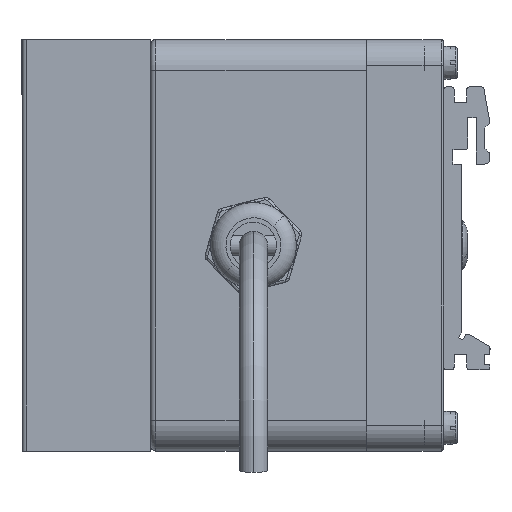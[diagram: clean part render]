
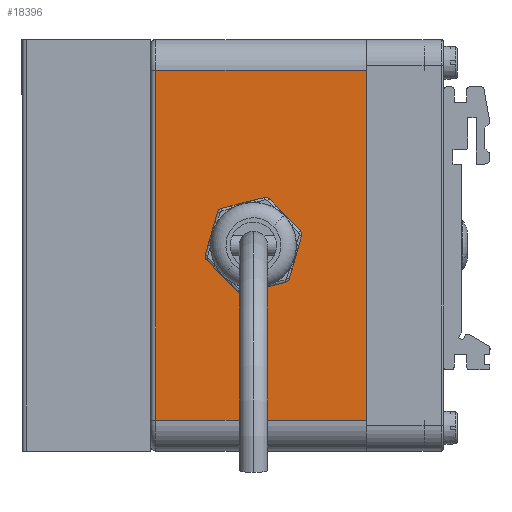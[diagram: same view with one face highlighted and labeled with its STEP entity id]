
A CAD part, left-side view. The second image highlights one B-rep face of the part: STEP entity #18396.
In plain terms, the highlighted face is planar.
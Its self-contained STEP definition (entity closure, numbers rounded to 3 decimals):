
#1 = LINE ( 'NONE', #5315, #1753 ) ;
#762 = VERTEX_POINT ( 'NONE', #20010 ) ;
#1178 = CIRCLE ( 'NONE', #9984, 8. ) ;
#1606 = DIRECTION ( 'NONE',  ( 0., 0., -1. ) ) ;
#1753 = VECTOR ( 'NONE', #16998, 1000. ) ;
#2562 = EDGE_LOOP ( 'NONE', ( #6304, #9634 ) ) ;
#3171 = CARTESIAN_POINT ( 'NONE',  ( 125., 1., 34. ) ) ;
#3322 = DIRECTION ( 'NONE',  ( 1., 0., 0. ) ) ;
#4124 = LINE ( 'NONE', #7955, #7724 ) ;
#4351 = DIRECTION ( 'NONE',  ( 0., 0., -1. ) ) ;
#4390 = CARTESIAN_POINT ( 'NONE',  ( 125., 42., -40. ) ) ;
#4458 = FACE_BOUND ( 'NONE', #2562, .T. ) ;
#5315 = CARTESIAN_POINT ( 'NONE',  ( 125., 42., -34. ) ) ;
#5617 = CARTESIAN_POINT ( 'NONE',  ( 125., 42., -40. ) ) ;
#5742 = AXIS2_PLACEMENT_3D ( 'NONE', #18089, #3322, #1606 ) ;
#6304 = ORIENTED_EDGE ( 'NONE', *, *, #15551, .F. ) ;
#6529 = ORIENTED_EDGE ( 'NONE', *, *, #17971, .T. ) ;
#6610 = VECTOR ( 'NONE', #21185, 1000. ) ;
#7724 = VECTOR ( 'NONE', #12966, 1000. ) ;
#7768 = ORIENTED_EDGE ( 'NONE', *, *, #15773, .T. ) ;
#7821 = EDGE_CURVE ( 'NONE', #18333, #20417, #20900, .T. ) ;
#7955 = CARTESIAN_POINT ( 'NONE',  ( 125., 42., 34. ) ) ;
#8569 = CARTESIAN_POINT ( 'NONE',  ( 125., 42., -34. ) ) ;
#9106 = CARTESIAN_POINT ( 'NONE',  ( 125., 1., -40. ) ) ;
#9634 = ORIENTED_EDGE ( 'NONE', *, *, #12285, .F. ) ;
#9984 = AXIS2_PLACEMENT_3D ( 'NONE', #20223, #15418, #18765 ) ;
#10045 = EDGE_CURVE ( 'NONE', #18333, #13164, #4124, .T. ) ;
#10409 = EDGE_LOOP ( 'NONE', ( #20944, #6529, #7768, #14310 ) ) ;
#11321 = CARTESIAN_POINT ( 'NONE',  ( 125., 1., -34. ) ) ;
#11920 = AXIS2_PLACEMENT_3D ( 'NONE', #5617, #12226, #15595 ) ;
#12030 = VERTEX_POINT ( 'NONE', #11321 ) ;
#12226 = DIRECTION ( 'NONE',  ( -1., 0., 0. ) ) ;
#12285 = EDGE_CURVE ( 'NONE', #19108, #762, #1178, .T. ) ;
#12966 = DIRECTION ( 'NONE',  ( 0., -1., 0. ) ) ;
#13164 = VERTEX_POINT ( 'NONE', #3171 ) ;
#13288 = LINE ( 'NONE', #9106, #18467 ) ;
#13809 = PLANE ( 'NONE',  #11920 ) ;
#14310 = ORIENTED_EDGE ( 'NONE', *, *, #7821, .F. ) ;
#15418 = DIRECTION ( 'NONE',  ( 1., 0., 0. ) ) ;
#15551 = EDGE_CURVE ( 'NONE', #762, #19108, #16233, .T. ) ;
#15595 = DIRECTION ( 'NONE',  ( 0., 0., 1. ) ) ;
#15773 = EDGE_CURVE ( 'NONE', #12030, #20417, #1, .T. ) ;
#16233 = CIRCLE ( 'NONE', #5742, 8. ) ;
#16681 = CARTESIAN_POINT ( 'NONE',  ( 125., 20., 8. ) ) ;
#16998 = DIRECTION ( 'NONE',  ( 0., 1., 0. ) ) ;
#17155 = FACE_OUTER_BOUND ( 'NONE', #10409, .T. ) ;
#17971 = EDGE_CURVE ( 'NONE', #13164, #12030, #13288, .T. ) ;
#18089 = CARTESIAN_POINT ( 'NONE',  ( 125., 20., 0. ) ) ;
#18333 = VERTEX_POINT ( 'NONE', #20693 ) ;
#18396 = ADVANCED_FACE ( 'NONE', ( #4458, #17155 ), #13809, .F. ) ;
#18467 = VECTOR ( 'NONE', #4351, 1000. ) ;
#18765 = DIRECTION ( 'NONE',  ( 0., 0., -1. ) ) ;
#19108 = VERTEX_POINT ( 'NONE', #16681 ) ;
#20010 = CARTESIAN_POINT ( 'NONE',  ( 125., 20., -8. ) ) ;
#20223 = CARTESIAN_POINT ( 'NONE',  ( 125., 20., 0. ) ) ;
#20417 = VERTEX_POINT ( 'NONE', #8569 ) ;
#20693 = CARTESIAN_POINT ( 'NONE',  ( 125., 42., 34. ) ) ;
#20900 = LINE ( 'NONE', #4390, #6610 ) ;
#20944 = ORIENTED_EDGE ( 'NONE', *, *, #10045, .T. ) ;
#21185 = DIRECTION ( 'NONE',  ( 0., 0., -1. ) ) ;
